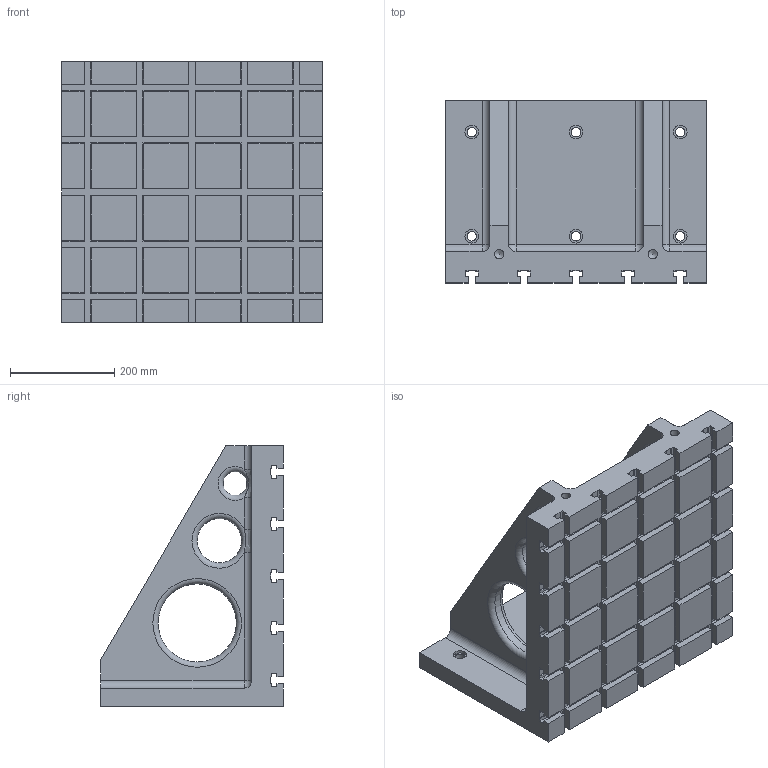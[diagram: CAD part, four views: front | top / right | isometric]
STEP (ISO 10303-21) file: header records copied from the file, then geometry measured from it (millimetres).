
FILE_DESCRIPTION( ( 'Unknown' ), '1' );
FILE_NAME( 'BP22-350500-0500-14.stp', 'Unknown', ( 'S.C.H' ), ( 'Unknown' ), 'XStep 1.0', 'Unknown', ' ' );
FILE_SCHEMA( ( 'CONFIG_CONTROL_DESIGN' ) );
Length unit declared in the file: millimetre
Products named in the file (1): 1
Bounding box: 500 x 350 x 500 mm (x, y, z)
Volume: 22280575.7 mm3; surface area: 1468828.4 mm2
Topology: 1 solids, 1 shells, 557 faces, 1497 edges, 984 vertices
Faces by surface type: plane 492, cylinder 39, torus 12, bspline 8, sphere 4, cone 2
Full cylindrical faces by diameter (mm): 17.5 x2, 18 x6, 26 x6, 45 x2, 85 x2, 150 x2
Entity records: 19389 total; most frequent: CARTESIAN_POINT 5587, ORIENTED_EDGE 2882, DIRECTION 2615, EDGE_CURVE 1441, LINE 1335, VECTOR 1335, VERTEX_POINT 968, EDGE_LOOP 661
